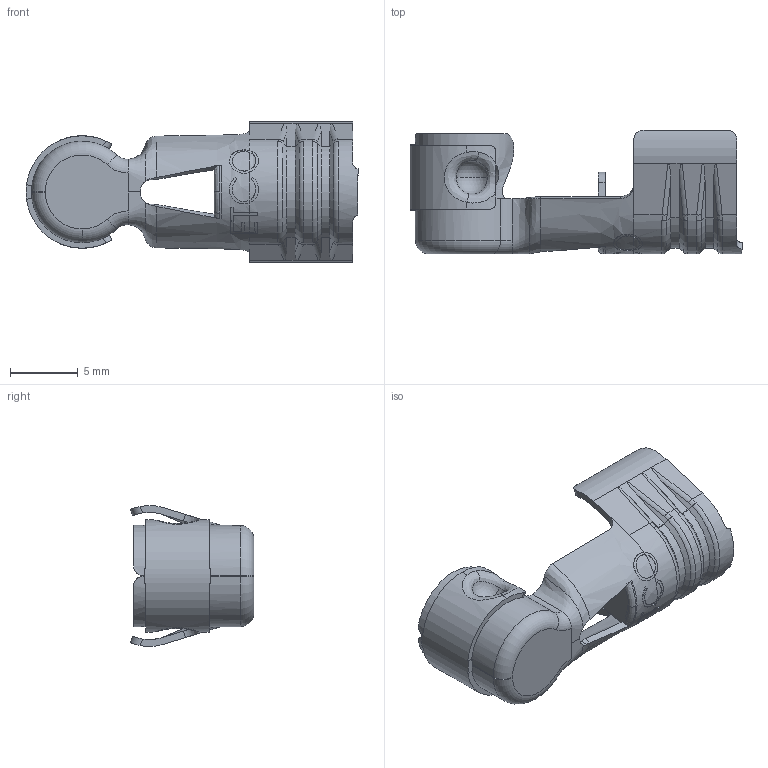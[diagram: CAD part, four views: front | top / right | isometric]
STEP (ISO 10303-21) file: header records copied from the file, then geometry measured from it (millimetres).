
FILE_DESCRIPTION (( 'STEP AP203' ), '1' );
FILE_NAME ('SP622.STEP', '2019-11-06T14:57:24', ( 'tempuser' ), ( 'Microsoft' ), 'SwSTEP 2.0', 'SolidWorks 2019', '' );
FILE_SCHEMA (( 'CONFIG_CONTROL_DESIGN' ));
Length unit declared in the file: inch
Products named in the file (3): SCA4 expanded for mating_SCA4-B; SP622; SP622_SP622 without carrier
Assembly tree (2 placements, depth 2):
  SP622
    SP622_SP622 without carrier
    SCA4 expanded for mating_SCA4-B
Bounding box: 24.53 x 9.14 x 10.41 mm (x, y, z)
Volume: 260.3 mm3; surface area: 1235 mm2
Topology: 2 solids, 2 shells, 292 faces, 792 edges, 498 vertices
Faces by surface type: bspline 144, plane 63, cylinder 63, torus 14, sphere 8
Entity records: 19233 total; most frequent: CARTESIAN_POINT 12832, ORIENTED_EDGE 1584, DIRECTION 813, EDGE_CURVE 792, VERTEX_POINT 498, B_SPLINE_CURVE_WITH_KNOTS 405, AXIS2_PLACEMENT_3D 301, EDGE_LOOP 296
